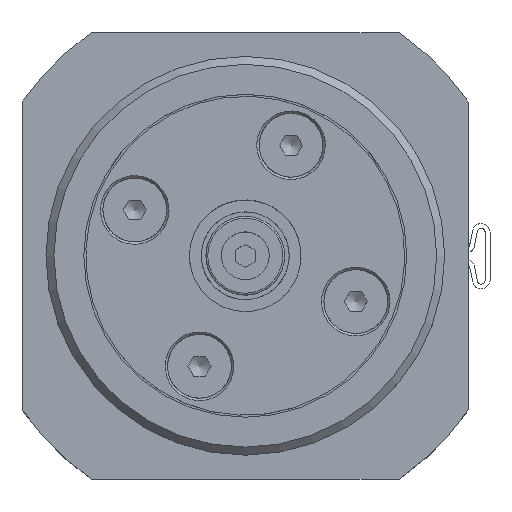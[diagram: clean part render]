
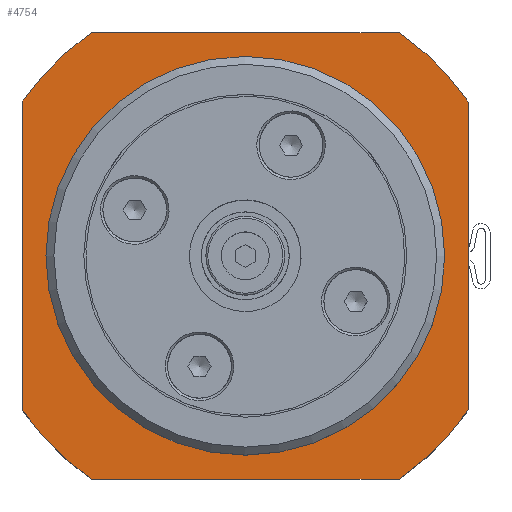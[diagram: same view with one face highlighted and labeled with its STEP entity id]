
A CAD part, top view. The second image highlights one B-rep face of the part: STEP entity #4754.
In plain terms, the highlighted planar face has unit normal (0, 0, 1).
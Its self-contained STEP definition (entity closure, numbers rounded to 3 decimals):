
#253=LINE('',#7468,#543);
#254=LINE('',#7476,#544);
#255=LINE('',#7478,#545);
#256=LINE('',#7480,#546);
#543=VECTOR('',#5954,38.575);
#544=VECTOR('',#5965,38.575);
#545=VECTOR('',#5968,38.575);
#546=VECTOR('',#5971,38.575);
#873=PLANE('',#5159);
#1038=FACE_BOUND('',#1515,.T.);
#1189=FACE_OUTER_BOUND('',#1514,.T.);
#1514=EDGE_LOOP('',(#3483,#3484,#3485,#3486,#3487,#3488,#3489,#3490));
#1515=EDGE_LOOP('',(#3491));
#1881=CIRCLE('',#5139,34.);
#1884=CIRCLE('',#5143,34.);
#1886=CIRCLE('',#5146,34.);
#1888=CIRCLE('',#5149,34.);
#1890=CIRCLE('',#5155,24.);
#2177=VERTEX_POINT('',#7427);
#2179=VERTEX_POINT('',#7430);
#2182=VERTEX_POINT('',#7437);
#2184=VERTEX_POINT('',#7441);
#2186=VERTEX_POINT('',#7446);
#2188=VERTEX_POINT('',#7450);
#2190=VERTEX_POINT('',#7455);
#2192=VERTEX_POINT('',#7459);
#2194=VERTEX_POINT('',#7473);
#2666=EDGE_CURVE('',#2179,#2177,#1881,.T.);
#2672=EDGE_CURVE('',#2182,#2184,#1884,.T.);
#2676=EDGE_CURVE('',#2186,#2188,#1886,.T.);
#2680=EDGE_CURVE('',#2190,#2192,#1888,.T.);
#2685=EDGE_CURVE('',#2179,#2192,#253,.T.);
#2687=EDGE_CURVE('',#2194,#2194,#1890,.T.);
#2688=EDGE_CURVE('',#2190,#2188,#254,.T.);
#2689=EDGE_CURVE('',#2186,#2184,#255,.T.);
#2690=EDGE_CURVE('',#2182,#2177,#256,.T.);
#3483=ORIENTED_EDGE('',*,*,#2680,.T.);
#3484=ORIENTED_EDGE('',*,*,#2685,.F.);
#3485=ORIENTED_EDGE('',*,*,#2666,.T.);
#3486=ORIENTED_EDGE('',*,*,#2690,.F.);
#3487=ORIENTED_EDGE('',*,*,#2672,.T.);
#3488=ORIENTED_EDGE('',*,*,#2689,.F.);
#3489=ORIENTED_EDGE('',*,*,#2676,.T.);
#3490=ORIENTED_EDGE('',*,*,#2688,.F.);
#3491=ORIENTED_EDGE('',*,*,#2687,.T.);
#4754=ADVANCED_FACE('',(#1189,#1038),#873,.T.);
#5139=AXIS2_PLACEMENT_3D('',#7431,#5917,#5918);
#5143=AXIS2_PLACEMENT_3D('',#7443,#5928,#5929);
#5146=AXIS2_PLACEMENT_3D('',#7452,#5936,#5937);
#5149=AXIS2_PLACEMENT_3D('',#7461,#5944,#5945);
#5155=AXIS2_PLACEMENT_3D('',#7474,#5961,#5962);
#5159=AXIS2_PLACEMENT_3D('',#7481,#5972,#5973);
#5917=DIRECTION('center_axis',(0.,0.,1.));
#5918=DIRECTION('ref_axis',(0.,-1.,0.));
#5928=DIRECTION('center_axis',(0.,0.,1.));
#5929=DIRECTION('ref_axis',(0.,-1.,0.));
#5936=DIRECTION('center_axis',(0.,0.,1.));
#5937=DIRECTION('ref_axis',(0.,-1.,0.));
#5944=DIRECTION('center_axis',(0.,0.,1.));
#5945=DIRECTION('ref_axis',(0.,-1.,0.));
#5954=DIRECTION('',(0.,-1.,0.));
#5961=DIRECTION('center_axis',(0.,0.,-1.));
#5962=DIRECTION('ref_axis',(0.,-1.,0.));
#5965=DIRECTION('',(-1.,0.,0.));
#5968=DIRECTION('',(0.,1.,0.));
#5971=DIRECTION('',(1.,0.,0.));
#5972=DIRECTION('center_axis',(0.,0.,1.));
#5973=DIRECTION('ref_axis',(1.,0.,0.));
#7427=CARTESIAN_POINT('',(19.287,28.,19.));
#7430=CARTESIAN_POINT('',(28.,19.287,19.));
#7431=CARTESIAN_POINT('Origin',(0.,0.,19.));
#7437=CARTESIAN_POINT('',(-19.287,28.,19.));
#7441=CARTESIAN_POINT('',(-28.,19.287,19.));
#7443=CARTESIAN_POINT('Origin',(0.,0.,19.));
#7446=CARTESIAN_POINT('',(-28.,-19.287,19.));
#7450=CARTESIAN_POINT('',(-19.287,-28.,19.));
#7452=CARTESIAN_POINT('Origin',(0.,0.,19.));
#7455=CARTESIAN_POINT('',(19.287,-28.,19.));
#7459=CARTESIAN_POINT('',(28.,-19.287,19.));
#7461=CARTESIAN_POINT('Origin',(0.,0.,19.));
#7468=CARTESIAN_POINT('',(28.,28.,19.));
#7473=CARTESIAN_POINT('',(0.,-24.,19.));
#7474=CARTESIAN_POINT('Origin',(0.,0.,19.));
#7476=CARTESIAN_POINT('',(28.,-28.,19.));
#7478=CARTESIAN_POINT('',(-28.,-28.,19.));
#7480=CARTESIAN_POINT('',(-28.,28.,19.));
#7481=CARTESIAN_POINT('Origin',(0.,0.,19.));
